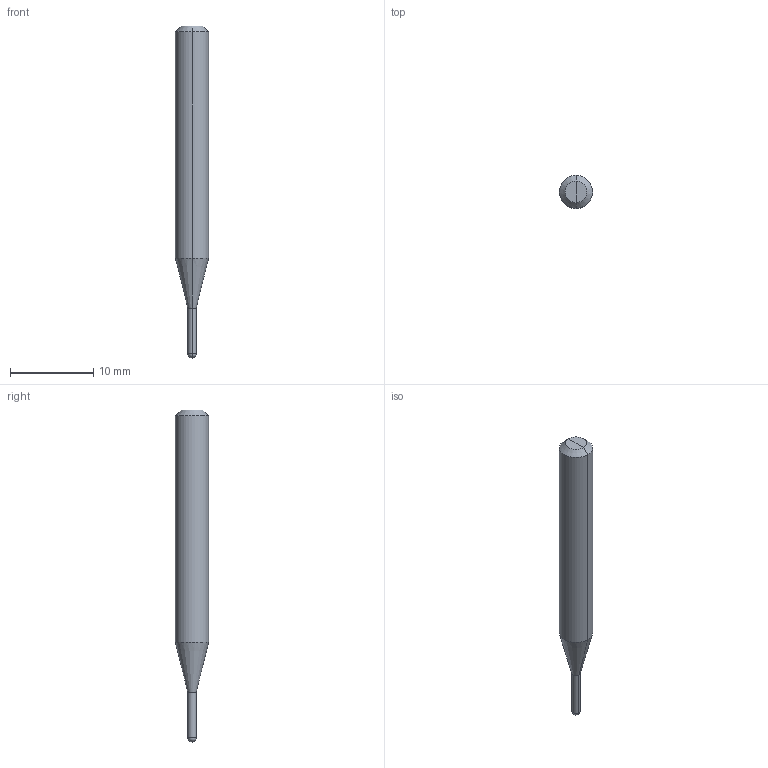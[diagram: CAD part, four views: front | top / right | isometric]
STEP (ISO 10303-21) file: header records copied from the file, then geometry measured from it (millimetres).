
FILE_DESCRIPTION((''),'2;1');
FILE_NAME('P1500978','',('ISBE GmbH'),('ISBE GmbH'),'ISBE STEP IO v1.1', 'originating_system','authorisation');
FILE_SCHEMA(('AUTOMOTIVE_DESIGN { 1 0 10303 214 1 1 1 1 }'));
Length unit declared in the file: millimetre
Products named in the file (3): CUT0; NOCUT0; RootObj
Assembly tree (2 placements, depth 2):
  RootObj
    CUT0
    NOCUT0
Bounding box: 4 x 4 x 40 mm (x, y, z)
Volume: 386.7 mm3; surface area: 427.6 mm2
Topology: 2 solids, 2 shells, 16 faces, 30 edges, 16 vertices
Faces by surface type: plane 6, cylinder 4, cone 4, sphere 2
Entity records: 873 total; most frequent: DIRECTION 144, CARTESIAN_POINT 123, LINE 64, VECTOR 64, ORIENTED_EDGE 56, PCURVE 56, DEFINITIONAL_REPRESENTATION 56, AXIS2_PLACEMENT_3D 37
